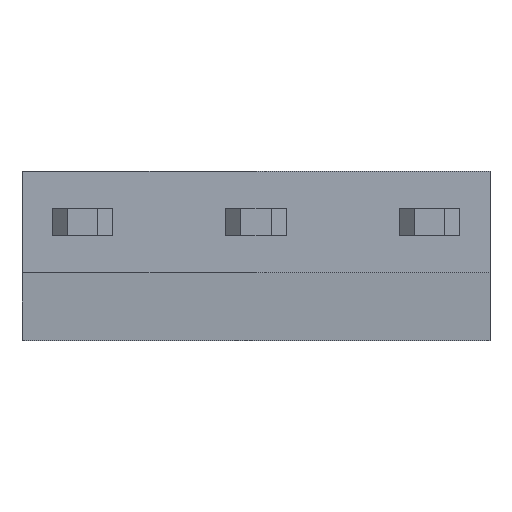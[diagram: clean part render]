
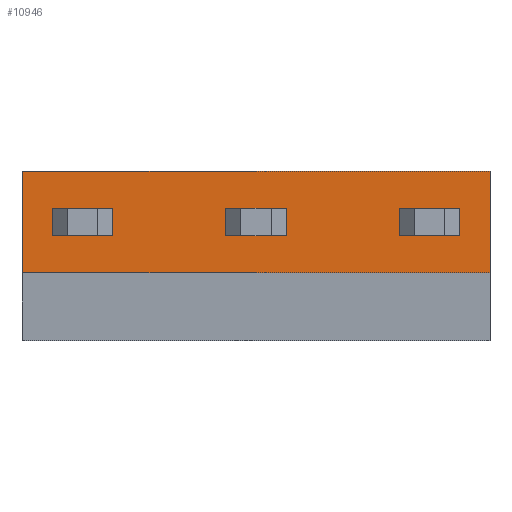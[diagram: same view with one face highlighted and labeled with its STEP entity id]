
A CAD part, front view. The second image highlights one B-rep face of the part: STEP entity #10946.
In plain terms, the highlighted free-form (B-spline) face has degree [1, 1] with [2, 2] control points.
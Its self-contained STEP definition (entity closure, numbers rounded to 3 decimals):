
#9866 = VERTEX_POINT('',#9867);
#9867 = CARTESIAN_POINT('',(-7.03,-6.508,0.));
#9872 = EDGE_CURVE('',#9866,#9873,#9875,.T.);
#9873 = VERTEX_POINT('',#9874);
#9874 = CARTESIAN_POINT('',(7.03,-6.508,0.));
#9875 = B_SPLINE_CURVE_WITH_KNOTS('',1,(#9876,#9877),.UNSPECIFIED.,.F.,
  .F.,(2,2),(0.,15.5),.PIECEWISE_BEZIER_KNOTS.);
#9876 = CARTESIAN_POINT('',(-7.03,-6.508,0.));
#9877 = CARTESIAN_POINT('',(7.03,-6.508,0.));
#10284 = VERTEX_POINT('',#10285);
#10285 = CARTESIAN_POINT('',(6.122,-6.508,
    -1.111));
#10290 = EDGE_CURVE('',#10291,#10284,#10293,.T.);
#10291 = VERTEX_POINT('',#10292);
#10292 = CARTESIAN_POINT('',(4.308,-6.508,
    -1.111));
#10293 = B_SPLINE_CURVE_WITH_KNOTS('',1,(#10294,#10295),.UNSPECIFIED.,
  .F.,.F.,(2,2),(-2.5,-0.5),.PIECEWISE_BEZIER_KNOTS.);
#10294 = CARTESIAN_POINT('',(4.308,-6.508,
    -1.111));
#10295 = CARTESIAN_POINT('',(6.122,-6.508,
    -1.111));
#10344 = VERTEX_POINT('',#10345);
#10345 = CARTESIAN_POINT('',(4.308,-6.508,
    -1.927));
#10350 = EDGE_CURVE('',#10351,#10344,#10353,.T.);
#10351 = VERTEX_POINT('',#10352);
#10352 = CARTESIAN_POINT('',(6.122,-6.508,
    -1.927));
#10353 = B_SPLINE_CURVE_WITH_KNOTS('',1,(#10354,#10355),.UNSPECIFIED.,
  .F.,.F.,(2,2),(-0.5,1.5),.PIECEWISE_BEZIER_KNOTS.);
#10354 = CARTESIAN_POINT('',(6.122,-6.508,
    -1.927));
#10355 = CARTESIAN_POINT('',(4.308,-6.508,
    -1.927));
#10372 = EDGE_CURVE('',#10344,#10291,#10373,.T.);
#10373 = B_SPLINE_CURVE_WITH_KNOTS('',1,(#10374,#10375),.UNSPECIFIED.,
  .F.,.F.,(2,2),(-1.513,-0.613),.PIECEWISE_BEZIER_KNOTS.);
#10374 = CARTESIAN_POINT('',(4.308,-6.508,
    -1.927));
#10375 = CARTESIAN_POINT('',(4.308,-6.508,
    -1.111));
#10452 = VERTEX_POINT('',#10453);
#10453 = CARTESIAN_POINT('',(0.907,-6.508,
    -1.111));
#10458 = EDGE_CURVE('',#10459,#10452,#10461,.T.);
#10459 = VERTEX_POINT('',#10460);
#10460 = CARTESIAN_POINT('',(-0.907,-6.508,
    -1.111));
#10461 = B_SPLINE_CURVE_WITH_KNOTS('',1,(#10462,#10463),.UNSPECIFIED.,
  .F.,.F.,(2,2),(-5.375,-3.375),.PIECEWISE_BEZIER_KNOTS.);
#10462 = CARTESIAN_POINT('',(-0.907,-6.508,
    -1.111));
#10463 = CARTESIAN_POINT('',(0.907,-6.508,
    -1.111));
#10512 = VERTEX_POINT('',#10513);
#10513 = CARTESIAN_POINT('',(-0.907,-6.508,
    -1.927));
#10518 = EDGE_CURVE('',#10519,#10512,#10521,.T.);
#10519 = VERTEX_POINT('',#10520);
#10520 = CARTESIAN_POINT('',(0.907,-6.508,
    -1.927));
#10521 = B_SPLINE_CURVE_WITH_KNOTS('',1,(#10522,#10523),.UNSPECIFIED.,
  .F.,.F.,(2,2),(2.375,4.375),.PIECEWISE_BEZIER_KNOTS.);
#10522 = CARTESIAN_POINT('',(0.907,-6.508,
    -1.927));
#10523 = CARTESIAN_POINT('',(-0.907,-6.508,
    -1.927));
#10540 = EDGE_CURVE('',#10512,#10459,#10541,.T.);
#10541 = B_SPLINE_CURVE_WITH_KNOTS('',1,(#10542,#10543),.UNSPECIFIED.,
  .F.,.F.,(2,2),(-1.513,-0.613),.PIECEWISE_BEZIER_KNOTS.);
#10542 = CARTESIAN_POINT('',(-0.907,-6.508,
    -1.927));
#10543 = CARTESIAN_POINT('',(-0.907,-6.508,
    -1.111));
#10620 = VERTEX_POINT('',#10621);
#10621 = CARTESIAN_POINT('',(-4.308,-6.508,
    -1.111));
#10626 = EDGE_CURVE('',#10627,#10620,#10629,.T.);
#10627 = VERTEX_POINT('',#10628);
#10628 = CARTESIAN_POINT('',(-6.122,-6.508,
    -1.111));
#10629 = B_SPLINE_CURVE_WITH_KNOTS('',1,(#10630,#10631),.UNSPECIFIED.,
  .F.,.F.,(2,2),(-8.25,-6.25),.PIECEWISE_BEZIER_KNOTS.);
#10630 = CARTESIAN_POINT('',(-6.122,-6.508,
    -1.111));
#10631 = CARTESIAN_POINT('',(-4.308,-6.508,
    -1.111));
#10680 = VERTEX_POINT('',#10681);
#10681 = CARTESIAN_POINT('',(-6.122,-6.508,
    -1.927));
#10686 = EDGE_CURVE('',#10687,#10680,#10689,.T.);
#10687 = VERTEX_POINT('',#10688);
#10688 = CARTESIAN_POINT('',(-4.308,-6.508,
    -1.927));
#10689 = B_SPLINE_CURVE_WITH_KNOTS('',1,(#10690,#10691),.UNSPECIFIED.,
  .F.,.F.,(2,2),(5.25,7.25),.PIECEWISE_BEZIER_KNOTS.);
#10690 = CARTESIAN_POINT('',(-4.308,-6.508,
    -1.927));
#10691 = CARTESIAN_POINT('',(-6.122,-6.508,
    -1.927));
#10708 = EDGE_CURVE('',#10680,#10627,#10709,.T.);
#10709 = B_SPLINE_CURVE_WITH_KNOTS('',1,(#10710,#10711),.UNSPECIFIED.,
  .F.,.F.,(2,2),(-1.513,-0.613),.PIECEWISE_BEZIER_KNOTS.);
#10710 = CARTESIAN_POINT('',(-6.122,-6.508,
    -1.927));
#10711 = CARTESIAN_POINT('',(-6.122,-6.508,
    -1.111));
#10724 = EDGE_CURVE('',#10284,#10351,#10725,.T.);
#10725 = B_SPLINE_CURVE_WITH_KNOTS('',1,(#10726,#10727),.UNSPECIFIED.,
  .F.,.F.,(2,2),(0.163,1.063),.PIECEWISE_BEZIER_KNOTS.);
#10726 = CARTESIAN_POINT('',(6.122,-6.508,
    -1.111));
#10727 = CARTESIAN_POINT('',(6.122,-6.508,
    -1.927));
#10740 = EDGE_CURVE('',#10452,#10519,#10741,.T.);
#10741 = B_SPLINE_CURVE_WITH_KNOTS('',1,(#10742,#10743),.UNSPECIFIED.,
  .F.,.F.,(2,2),(0.163,1.063),.PIECEWISE_BEZIER_KNOTS.);
#10742 = CARTESIAN_POINT('',(0.907,-6.508,
    -1.111));
#10743 = CARTESIAN_POINT('',(0.907,-6.508,
    -1.927));
#10756 = EDGE_CURVE('',#10620,#10687,#10757,.T.);
#10757 = B_SPLINE_CURVE_WITH_KNOTS('',1,(#10758,#10759),.UNSPECIFIED.,
  .F.,.F.,(2,2),(0.163,1.063),.PIECEWISE_BEZIER_KNOTS.);
#10758 = CARTESIAN_POINT('',(-4.308,-6.508,
    -1.111));
#10759 = CARTESIAN_POINT('',(-4.308,-6.508,
    -1.927));
#10825 = VERTEX_POINT('',#10826);
#10826 = CARTESIAN_POINT('',(-7.03,-6.508,
    -3.039));
#10839 = VERTEX_POINT('',#10840);
#10840 = CARTESIAN_POINT('',(7.03,-6.508,
    -3.039));
#10845 = EDGE_CURVE('',#10825,#10839,#10846,.T.);
#10846 = B_SPLINE_CURVE_WITH_KNOTS('',1,(#10847,#10848),.UNSPECIFIED.,
  .F.,.F.,(2,2),(-15.5,0.),.PIECEWISE_BEZIER_KNOTS.);
#10847 = CARTESIAN_POINT('',(-7.03,-6.508,
    -3.039));
#10848 = CARTESIAN_POINT('',(7.03,-6.508,
    -3.039));
#10946 = ADVANCED_FACE('',(#10947,#10961,#10967,#10973),#10979,.T.);
#10947 = FACE_BOUND('',#10948,.T.);
#10948 = EDGE_LOOP('',(#10949,#10950,#10955,#10956));
#10949 = ORIENTED_EDGE('',*,*,#10845,.T.);
#10950 = ORIENTED_EDGE('',*,*,#10951,.F.);
#10951 = EDGE_CURVE('',#9873,#10839,#10952,.T.);
#10952 = B_SPLINE_CURVE_WITH_KNOTS('',1,(#10953,#10954),.UNSPECIFIED.,
  .F.,.F.,(2,2),(0.,3.35),.PIECEWISE_BEZIER_KNOTS.);
#10953 = CARTESIAN_POINT('',(7.03,-6.508,0.));
#10954 = CARTESIAN_POINT('',(7.03,-6.508,
    -3.039));
#10955 = ORIENTED_EDGE('',*,*,#9872,.F.);
#10956 = ORIENTED_EDGE('',*,*,#10957,.T.);
#10957 = EDGE_CURVE('',#9866,#10825,#10958,.T.);
#10958 = B_SPLINE_CURVE_WITH_KNOTS('',1,(#10959,#10960),.UNSPECIFIED.,
  .F.,.F.,(2,2),(0.,3.35),.PIECEWISE_BEZIER_KNOTS.);
#10959 = CARTESIAN_POINT('',(-7.03,-6.508,0.));
#10960 = CARTESIAN_POINT('',(-7.03,-6.508,
    -3.039));
#10961 = FACE_BOUND('',#10962,.T.);
#10962 = EDGE_LOOP('',(#10963,#10964,#10965,#10966));
#10963 = ORIENTED_EDGE('',*,*,#10372,.T.);
#10964 = ORIENTED_EDGE('',*,*,#10290,.T.);
#10965 = ORIENTED_EDGE('',*,*,#10724,.T.);
#10966 = ORIENTED_EDGE('',*,*,#10350,.T.);
#10967 = FACE_BOUND('',#10968,.T.);
#10968 = EDGE_LOOP('',(#10969,#10970,#10971,#10972));
#10969 = ORIENTED_EDGE('',*,*,#10540,.T.);
#10970 = ORIENTED_EDGE('',*,*,#10458,.T.);
#10971 = ORIENTED_EDGE('',*,*,#10740,.T.);
#10972 = ORIENTED_EDGE('',*,*,#10518,.T.);
#10973 = FACE_BOUND('',#10974,.T.);
#10974 = EDGE_LOOP('',(#10975,#10976,#10977,#10978));
#10975 = ORIENTED_EDGE('',*,*,#10708,.T.);
#10976 = ORIENTED_EDGE('',*,*,#10626,.T.);
#10977 = ORIENTED_EDGE('',*,*,#10756,.T.);
#10978 = ORIENTED_EDGE('',*,*,#10686,.T.);
#10979 = B_SPLINE_SURFACE_WITH_KNOTS('',1,1,(
    (#10980,#10981)
    ,(#10982,#10983
    )),.UNSPECIFIED.,.F.,.F.,.F.,(2,2),(2,2),(0.,15.5),(0.,3.35),
  .PIECEWISE_BEZIER_KNOTS.);
#10980 = CARTESIAN_POINT('',(7.03,-6.508,0.));
#10981 = CARTESIAN_POINT('',(7.03,-6.508,
    -3.039));
#10982 = CARTESIAN_POINT('',(-7.03,-6.508,0.));
#10983 = CARTESIAN_POINT('',(-7.03,-6.508,
    -3.039));
